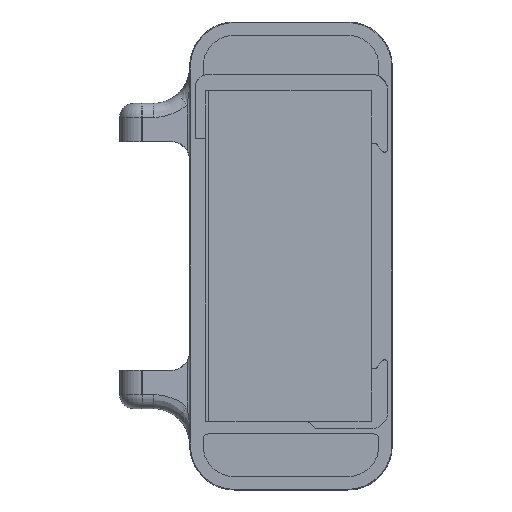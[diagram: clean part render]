
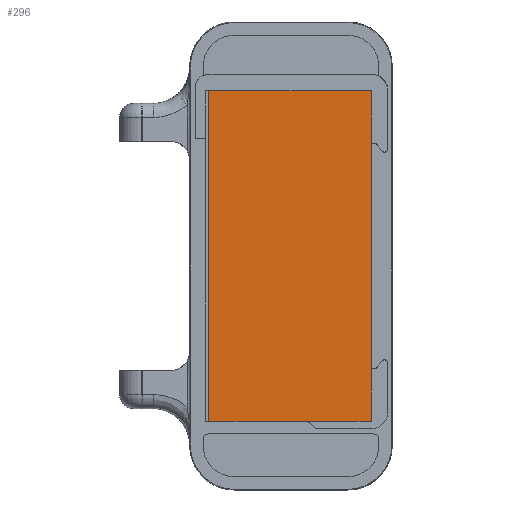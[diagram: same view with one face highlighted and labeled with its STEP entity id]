
A CAD part, top view. The second image highlights one B-rep face of the part: STEP entity #296.
In plain terms, the highlighted planar face has unit normal (0, 0, 1).
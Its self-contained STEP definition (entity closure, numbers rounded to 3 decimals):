
#81=CARTESIAN_POINT('',(-76.504,-13.,-2.257));
#82=VERTEX_POINT('',#81);
#89=CARTESIAN_POINT('',(-76.504,13.,-2.257));
#90=VERTEX_POINT('',#89);
#91=CARTESIAN_POINT('',(-76.504,-13.,-2.257));
#92=DIRECTION('',(0.,1.,0.));
#93=VECTOR('',#92,26.);
#94=LINE('',#91,#93);
#95=EDGE_CURVE('',#82,#90,#94,.T.);
#112=CARTESIAN_POINT('',(-63.704,-13.,-2.257));
#113=VERTEX_POINT('',#112);
#190=CARTESIAN_POINT('',(-63.704,13.,-2.257));
#191=VERTEX_POINT('',#190);
#198=CARTESIAN_POINT('',(-63.704,-13.,-2.257));
#199=DIRECTION('',(0.,1.,0.));
#200=VECTOR('',#199,26.);
#201=LINE('',#198,#200);
#202=EDGE_CURVE('',#113,#191,#201,.T.);
#245=CARTESIAN_POINT('',(-76.504,-13.,-2.257));
#246=DIRECTION('',(1.,0.,-0.));
#247=VECTOR('',#246,12.8);
#248=LINE('',#245,#247);
#249=EDGE_CURVE('',#82,#113,#248,.T.);
#276=CARTESIAN_POINT('',(-76.504,13.,-2.257));
#277=DIRECTION('',(1.,0.,-0.));
#278=VECTOR('',#277,12.8);
#279=LINE('',#276,#278);
#280=EDGE_CURVE('',#90,#191,#279,.T.);
#285=CARTESIAN_POINT('',(-73.504,-12.5,-2.257));
#286=DIRECTION('',(0.,0.,1.));
#287=DIRECTION('',(1.,0.,-0.));
#288=AXIS2_PLACEMENT_3D('',#285,#286,#287);
#289=PLANE('',#288);
#290=ORIENTED_EDGE('',*,*,#95,.F.);
#291=ORIENTED_EDGE('',*,*,#249,.T.);
#292=ORIENTED_EDGE('',*,*,#202,.T.);
#293=ORIENTED_EDGE('',*,*,#280,.F.);
#294=EDGE_LOOP('',(#290,#291,#292,#293));
#295=FACE_BOUND('',#294,.T.);
#296=ADVANCED_FACE('',(#295),#289,.T.);
